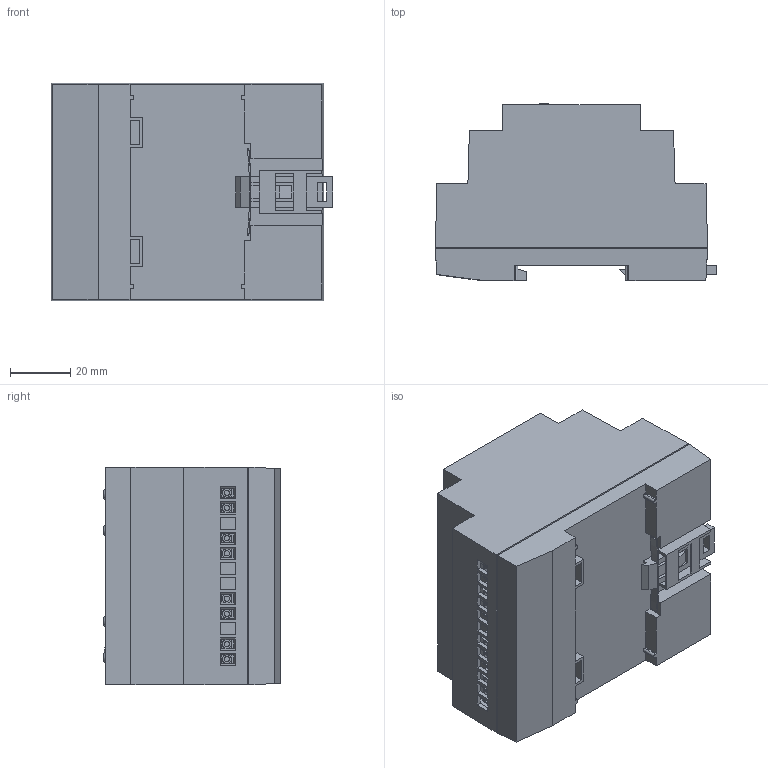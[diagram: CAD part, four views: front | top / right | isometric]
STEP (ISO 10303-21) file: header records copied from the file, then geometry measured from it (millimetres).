
FILE_DESCRIPTION (( 'STEP AP214' ), '1' );
FILE_NAME ('3D Ìîäåëü ÁÏ14Á-Ä4.4.STEP', '2015-09-24T09:05:54', ( '' ), ( '' ), 'SwSTEP 2.0', 'SolidWorks 2014', '' );
FILE_SCHEMA (( 'AUTOMOTIVE_DESIGN' ));
Length unit declared in the file: millimetre
Products named in the file (7): ﾈ淸韭瑣ⅱ; ﾈ淸韭瑣ⅱ ﾁﾏ14; 椯鴀殣罻; Êîðïóñ ÁÏ14-Ä4.4; Çàùåëêà(Ä); Êëåììà íèçêàÿ_11õ8õ5ìì; 3D Ìîäåëü ÁÏ14Á-Ä4.4
Assembly tree (18 placements, depth 2):
  3D Ìîäåëü ÁÏ14Á-Ä4.4
    Êëåììà íèçêàÿ_11õ8õ5ìì  x10
    Çàùåëêà(Ä)
    Êîðïóñ ÁÏ14-Ä4.4
    椯鴀殣罻
    ﾈ淸韭瑣ⅱ ﾁﾏ14  x4
    ﾈ淸韭瑣ⅱ
Bounding box: 93 x 58.6 x 72 mm (x, y, z)
Volume: 223728 mm3; surface area: 56046 mm2
Topology: 18 solids, 18 shells, 1539 faces, 4012 edges, 2651 vertices
Faces by surface type: plane 1247, cylinder 191, bspline 83, torus 16, sphere 2
Entity records: 56965 total; most frequent: CARTESIAN_POINT 19282, ORIENTED_EDGE 6064, DIRECTION 5262, EDGE_CURVE 3032, VECTOR 2626, LINE 2626, VERTEX_POINT 2018, EDGE_LOOP 1358
